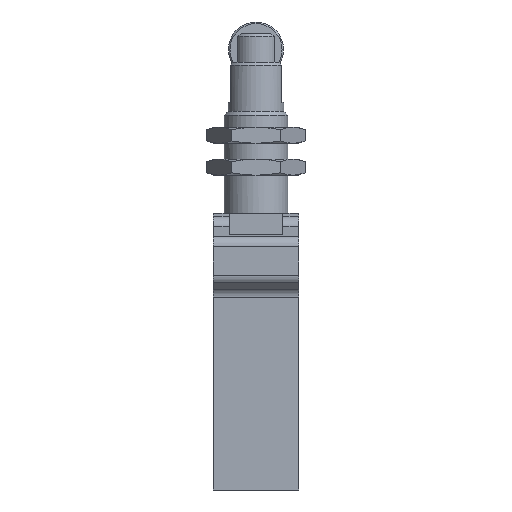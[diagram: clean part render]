
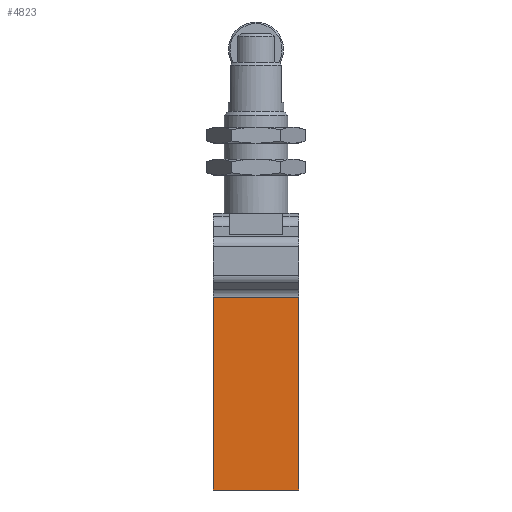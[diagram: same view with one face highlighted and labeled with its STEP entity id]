
A CAD part, left-side view. The second image highlights one B-rep face of the part: STEP entity #4823.
In plain terms, the highlighted planar face has unit normal (-1, 0, 0).
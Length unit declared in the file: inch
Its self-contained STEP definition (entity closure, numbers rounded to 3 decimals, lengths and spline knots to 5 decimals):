
#60 = DIRECTION ( 'NONE',  ( 0., 1., 0. ) ) ;
#361 = VECTOR ( 'NONE', #5676, 39.37008 ) ;
#989 = ORIENTED_EDGE ( 'NONE', *, *, #7148, .T. ) ;
#1115 = PLANE ( 'NONE',  #5295 ) ;
#1475 = VECTOR ( 'NONE', #3164, 39.37008 ) ;
#1808 = FACE_OUTER_BOUND ( 'NONE', #5962, .T. ) ;
#1841 = CARTESIAN_POINT ( 'NONE',  ( -0.59055, 0., -1.69291 ) ) ;
#1858 = CARTESIAN_POINT ( 'NONE',  ( -0.59055, -0.62992, -0.61024 ) ) ;
#2279 = CARTESIAN_POINT ( 'NONE',  ( -0.59055, 0., -0.26687 ) ) ;
#2591 = LINE ( 'NONE', #1841, #361 ) ;
#2614 = VECTOR ( 'NONE', #60, 39.37008 ) ;
#2921 = CARTESIAN_POINT ( 'NONE',  ( -0.59055, -0.62992, -1.69291 ) ) ;
#3008 = VERTEX_POINT ( 'NONE', #6799 ) ;
#3164 = DIRECTION ( 'NONE',  ( 0., 0., -1. ) ) ;
#3374 = CARTESIAN_POINT ( 'NONE',  ( -0.59055, 0., -1.5748 ) ) ;
#3459 = VECTOR ( 'NONE', #8518, 39.37008 ) ;
#3737 = ORIENTED_EDGE ( 'NONE', *, *, #3857, .T. ) ;
#3804 = EDGE_CURVE ( 'NONE', #7149, #3008, #8927, .T. ) ;
#3857 = EDGE_CURVE ( 'NONE', #6013, #5490, #4075, .T. ) ;
#3920 = DIRECTION ( 'NONE',  ( 0., 0., 1. ) ) ;
#3922 = LINE ( 'NONE', #2279, #2614 ) ;
#4075 = LINE ( 'NONE', #1858, #3459 ) ;
#4823 = ADVANCED_FACE ( 'NONE', ( #1808 ), #1115, .T. ) ;
#5254 = ORIENTED_EDGE ( 'NONE', *, *, #3804, .T. ) ;
#5295 = AXIS2_PLACEMENT_3D ( 'NONE', #3374, #6369, #3920 ) ;
#5380 = CARTESIAN_POINT ( 'NONE',  ( -0.59055, -0.62992, -0.26687 ) ) ;
#5490 = VERTEX_POINT ( 'NONE', #5380 ) ;
#5592 = EDGE_CURVE ( 'NONE', #3008, #6013, #2591, .T. ) ;
#5676 = DIRECTION ( 'NONE',  ( 0., -1., 0. ) ) ;
#5962 = EDGE_LOOP ( 'NONE', ( #8383, #3737, #989, #5254 ) ) ;
#6013 = VERTEX_POINT ( 'NONE', #2921 ) ;
#6369 = DIRECTION ( 'NONE',  ( -1., 0., 0. ) ) ;
#6799 = CARTESIAN_POINT ( 'NONE',  ( -0.59055, 0., -1.69291 ) ) ;
#7148 = EDGE_CURVE ( 'NONE', #5490, #7149, #3922, .T. ) ;
#7149 = VERTEX_POINT ( 'NONE', #9064 ) ;
#8383 = ORIENTED_EDGE ( 'NONE', *, *, #5592, .T. ) ;
#8518 = DIRECTION ( 'NONE',  ( 0., 0., 1. ) ) ;
#8927 = LINE ( 'NONE', #9112, #1475 ) ;
#9064 = CARTESIAN_POINT ( 'NONE',  ( -0.59055, 0., -0.26687 ) ) ;
#9112 = CARTESIAN_POINT ( 'NONE',  ( -0.59055, 0., -1.5748 ) ) ;
